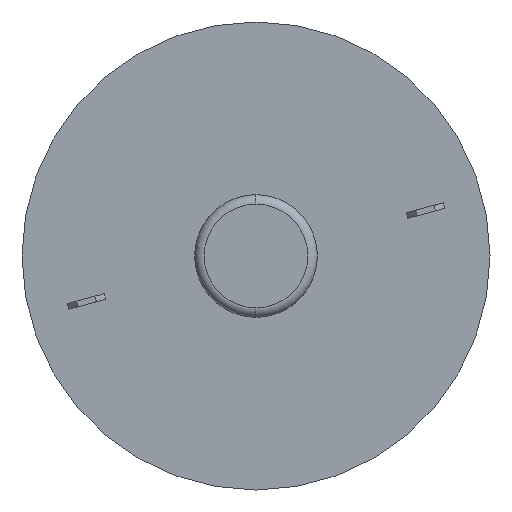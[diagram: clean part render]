
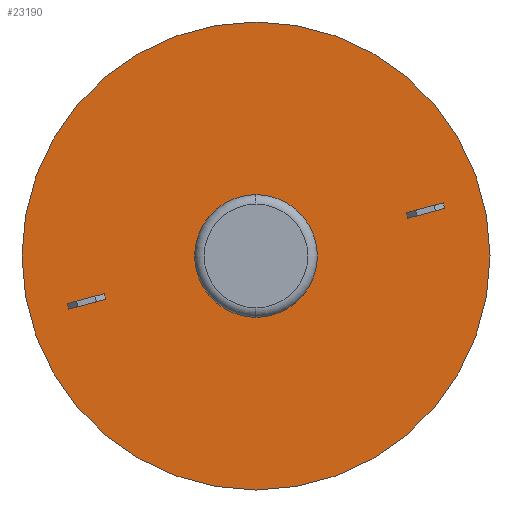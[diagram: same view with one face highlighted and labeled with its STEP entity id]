
A CAD part, left-side view. The second image highlights one B-rep face of the part: STEP entity #23190.
In plain terms, the highlighted face is planar.
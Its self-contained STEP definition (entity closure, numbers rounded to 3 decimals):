
#22515=CARTESIAN_POINT('',(0.,0.,0.));
#22516=DIRECTION('',(0.,1.,0.));
#22517=DIRECTION('',(1.,0.,0.));
#22518=AXIS2_PLACEMENT_3D('',#22515,#22516,#22517);
#22520=CARTESIAN_POINT('',(0.,0.,0.));
#22521=DIRECTION('',(0.,1.,0.));
#22522=DIRECTION('',(-1.,0.,0.));
#22523=AXIS2_PLACEMENT_3D('',#22520,#22521,#22522);
#22525=CARTESIAN_POINT('',(0.,0.,0.));
#22526=DIRECTION('',(0.,-1.,0.));
#22527=DIRECTION('',(-1.,0.,0.));
#22528=AXIS2_PLACEMENT_3D('',#22525,#22526,#22527);
#22530=CARTESIAN_POINT('',(0.,0.,0.));
#22531=DIRECTION('',(0.,-1.,0.));
#22532=DIRECTION('',(1.,0.,0.));
#22533=AXIS2_PLACEMENT_3D('',#22530,#22531,#22532);
#22535=DIRECTION('',(-0.259,0.,0.966));
#22536=VECTOR('',#22535,2.);
#22537=CARTESIAN_POINT('',(2.772,0.,-9.765));
#22538=LINE('',#22537,#22536);
#22539=DIRECTION('',(-0.966,0.,-0.259));
#22540=VECTOR('',#22539,0.3);
#22541=CARTESIAN_POINT('',(2.254,0.,-7.833));
#22542=LINE('',#22541,#22540);
#22543=DIRECTION('',(0.259,0.,-0.966));
#22544=VECTOR('',#22543,2.);
#22545=CARTESIAN_POINT('',(1.964,0.,-7.911));
#22546=LINE('',#22545,#22544);
#22547=DIRECTION('',(0.966,0.,0.259));
#22548=VECTOR('',#22547,0.3);
#22549=CARTESIAN_POINT('',(2.482,0.,-9.843));
#22550=LINE('',#22549,#22548);
#22551=DIRECTION('',(-0.966,0.,-0.259));
#22552=VECTOR('',#22551,0.3);
#22553=CARTESIAN_POINT('',(-2.482,0.,9.843));
#22554=LINE('',#22553,#22552);
#22555=DIRECTION('',(0.259,0.,-0.966));
#22556=VECTOR('',#22555,2.);
#22557=CARTESIAN_POINT('',(-2.772,0.,9.765));
#22558=LINE('',#22557,#22556);
#22559=DIRECTION('',(0.966,0.,0.259));
#22560=VECTOR('',#22559,0.3);
#22561=CARTESIAN_POINT('',(-2.254,0.,7.833));
#22562=LINE('',#22561,#22560);
#22563=DIRECTION('',(-0.259,0.,0.966));
#22564=VECTOR('',#22563,2.);
#22565=CARTESIAN_POINT('',(-1.964,0.,7.911));
#22566=LINE('',#22565,#22564);
#23009=CARTESIAN_POINT('',(12.2,0.,0.));
#23010=CARTESIAN_POINT('',(-12.2,0.,0.));
#23011=VERTEX_POINT('',#23009);
#23012=VERTEX_POINT('',#23010);
#23021=CARTESIAN_POINT('',(-3.2,0.,0.));
#23022=CARTESIAN_POINT('',(3.2,0.,0.));
#23023=VERTEX_POINT('',#23021);
#23024=VERTEX_POINT('',#23022);
#23033=CARTESIAN_POINT('',(2.772,0.,-9.765));
#23034=CARTESIAN_POINT('',(2.254,0.,-7.833));
#23035=VERTEX_POINT('',#23033);
#23036=VERTEX_POINT('',#23034);
#23037=CARTESIAN_POINT('',(1.964,0.,-7.911));
#23038=VERTEX_POINT('',#23037);
#23039=CARTESIAN_POINT('',(2.482,0.,-9.843));
#23040=VERTEX_POINT('',#23039);
#23041=CARTESIAN_POINT('',(-2.482,0.,9.843));
#23042=CARTESIAN_POINT('',(-2.772,0.,9.765));
#23043=VERTEX_POINT('',#23041);
#23044=VERTEX_POINT('',#23042);
#23045=CARTESIAN_POINT('',(-2.254,0.,7.833));
#23046=VERTEX_POINT('',#23045);
#23047=CARTESIAN_POINT('',(-1.964,0.,7.911));
#23048=VERTEX_POINT('',#23047);
#23153=CARTESIAN_POINT('',(0.,0.,0.));
#23154=DIRECTION('',(0.,1.,0.));
#23155=DIRECTION('',(1.,0.,0.));
#23156=AXIS2_PLACEMENT_3D('',#23153,#23154,#23155);
#23157=PLANE('',#23156);
#23159=ORIENTED_EDGE('',*,*,#23158,.T.);
#23161=ORIENTED_EDGE('',*,*,#23160,.T.);
#23162=EDGE_LOOP('',(#23159,#23161));
#23163=FACE_OUTER_BOUND('',#23162,.F.);
#23165=ORIENTED_EDGE('',*,*,#23164,.T.);
#23167=ORIENTED_EDGE('',*,*,#23166,.T.);
#23168=EDGE_LOOP('',(#23165,#23167));
#23169=FACE_BOUND('',#23168,.F.);
#23171=ORIENTED_EDGE('',*,*,#23170,.T.);
#23173=ORIENTED_EDGE('',*,*,#23172,.T.);
#23175=ORIENTED_EDGE('',*,*,#23174,.T.);
#23177=ORIENTED_EDGE('',*,*,#23176,.T.);
#23178=EDGE_LOOP('',(#23171,#23173,#23175,#23177));
#23179=FACE_BOUND('',#23178,.F.);
#23181=ORIENTED_EDGE('',*,*,#23180,.T.);
#23183=ORIENTED_EDGE('',*,*,#23182,.T.);
#23185=ORIENTED_EDGE('',*,*,#23184,.T.);
#23187=ORIENTED_EDGE('',*,*,#23186,.T.);
#23188=EDGE_LOOP('',(#23181,#23183,#23185,#23187));
#23189=FACE_BOUND('',#23188,.F.);
#22519=CIRCLE('',#22518,12.2);
#22524=CIRCLE('',#22523,12.2);
#22529=CIRCLE('',#22528,3.2);
#22534=CIRCLE('',#22533,3.2);
#23158=EDGE_CURVE('',#23011,#23012,#22519,.T.);
#23160=EDGE_CURVE('',#23012,#23011,#22524,.T.);
#23164=EDGE_CURVE('',#23023,#23024,#22529,.T.);
#23166=EDGE_CURVE('',#23024,#23023,#22534,.T.);
#23170=EDGE_CURVE('',#23035,#23036,#22538,.T.);
#23172=EDGE_CURVE('',#23036,#23038,#22542,.T.);
#23174=EDGE_CURVE('',#23038,#23040,#22546,.T.);
#23176=EDGE_CURVE('',#23040,#23035,#22550,.T.);
#23180=EDGE_CURVE('',#23043,#23044,#22554,.T.);
#23182=EDGE_CURVE('',#23044,#23046,#22558,.T.);
#23184=EDGE_CURVE('',#23046,#23048,#22562,.T.);
#23186=EDGE_CURVE('',#23048,#23043,#22566,.T.);
#23190=ADVANCED_FACE('',(#23163,#23169,#23179,#23189),#23157,.F.);
